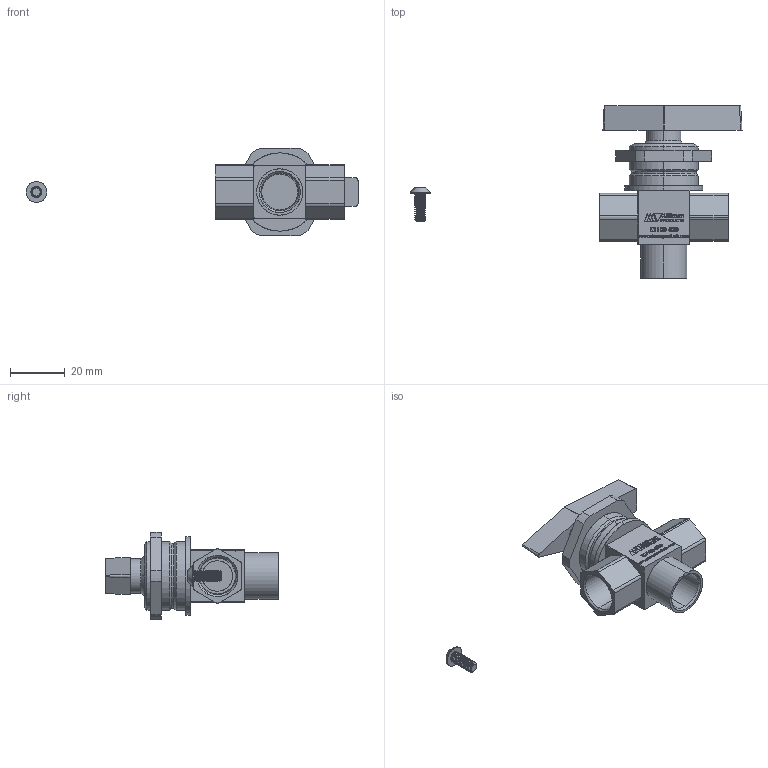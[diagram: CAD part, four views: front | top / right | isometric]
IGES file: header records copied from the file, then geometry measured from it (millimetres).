
Start section: SolidWorks IGES file using analytic representation for surfaces
Global section: file name: K1100-330-BV-3-WAY-1IN-PNL-MT-WITH-PATCHED-SCR.IGS; native system: SolidWorks 2018; preprocessor: SolidWorks 2018; author: OMEGA801; date: 220525.201200; units: inch
Bounding box: 121.28 x 62.99 x 32 mm (x, y, z)
Surface area: 11228.1 mm2 (no closed solid volume)
Topology: 0 solids, 0 shells, 1432 faces, 15252 edges, 15252 vertices
Faces by surface type: bspline 1306, revolution 126
